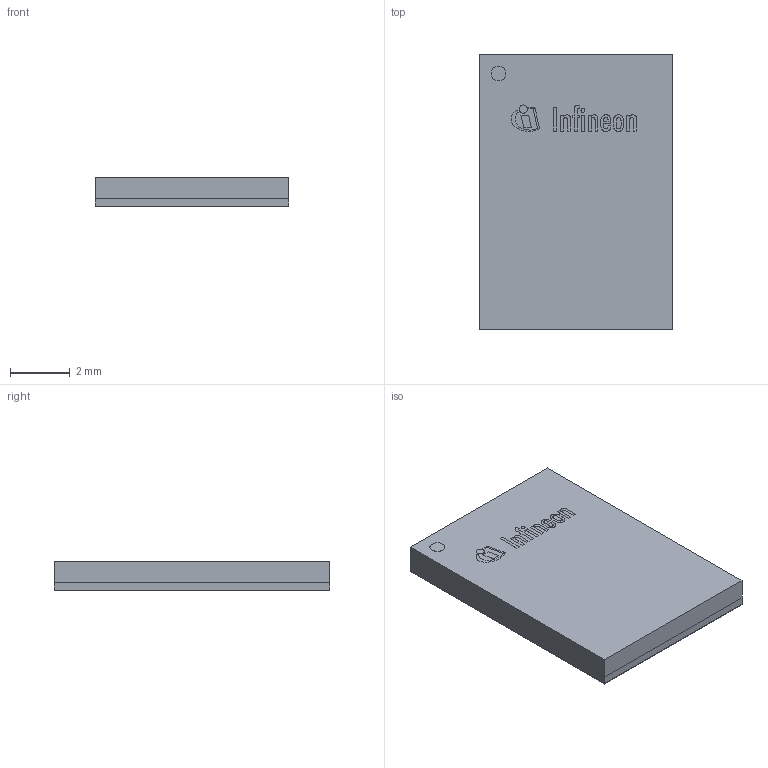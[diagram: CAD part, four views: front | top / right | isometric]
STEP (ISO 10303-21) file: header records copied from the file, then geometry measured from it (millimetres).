
FILE_DESCRIPTION(/* description */ (''),/* implementation_level */ '2;1');
FILE_NAME(/* name */ 'PG-TFLGA-40-2_002-39871_V00_3D.stp',/* time_stamp */ '2025-05-16T12:34:30+05:30',/* author */ ('sivamani'),/* organization */ (''),/* preprocessor_version */ 'ST-DEVELOPER v19.2',/* originating_system */ 'AutoCAD Mechanical',/* authorisation */ '');
FILE_SCHEMA (('AUTOMOTIVE_DESIGN { 1 0 10303 214 3 1 1 }'));
Length unit declared in the file: millimetre
Products named in the file (1): Product
Bounding box: 6.5 x 9.25 x 1 mm (x, y, z)
Volume: 59.8 mm3; surface area: 397.9 mm2
Topology: 57 solids, 57 shells, 557 faces, 1326 edges, 884 vertices
Faces by surface type: plane 532, bspline 21, cylinder 4
Full cylindrical faces by diameter (mm): 0.133 x1, 0.273 x1, 0.5 x2
Entity records: 16119 total; most frequent: CARTESIAN_POINT 3477, ORIENTED_EDGE 2652, DIRECTION 2266, EDGE_CURVE 1326, LINE 1176, VECTOR 1176, VERTEX_POINT 884, EDGE_LOOP 644
